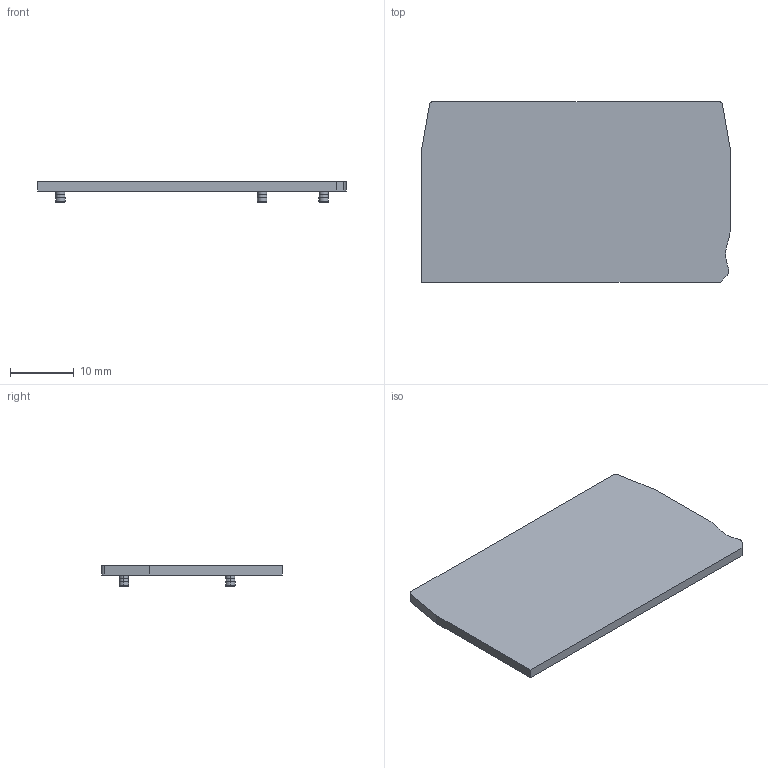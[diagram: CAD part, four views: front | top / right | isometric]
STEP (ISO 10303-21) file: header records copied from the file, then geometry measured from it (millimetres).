
FILE_DESCRIPTION((''),'2;1');
FILE_NAME('D-DS2_5-01P-1Y-00AH','2020-06-01T',('Administrator'),(''),'PRO/ENGINEER BY PARAMETRIC TECHNOLOGY CORPORATION, 2012360','PRO/ENGINEER BY PARAMETRIC TECHNOLOGY CORPORATION, 2012360','');
FILE_SCHEMA(('CONFIG_CONTROL_DESIGN'));
Length unit declared in the file: millimetre
Products named in the file (1): D-DS2_5-01P-1Y-00AH
Bounding box: 48.6 x 28.45 x 3.3 mm (x, y, z)
Volume: 2061.3 mm3; surface area: 2986.4 mm2
Topology: 1 solids, 1 shells, 43 faces, 98 edges, 60 vertices
Faces by surface type: cylinder 19, plane 12, cone 6, torus 6
Entity records: 1254 total; most frequent: DIRECTION 236, CARTESIAN_POINT 201, ORIENTED_EDGE 196, EDGE_CURVE 98, AXIS2_PLACEMENT_3D 95, VERTEX_POINT 60, CIRCLE 52, VECTOR 46
